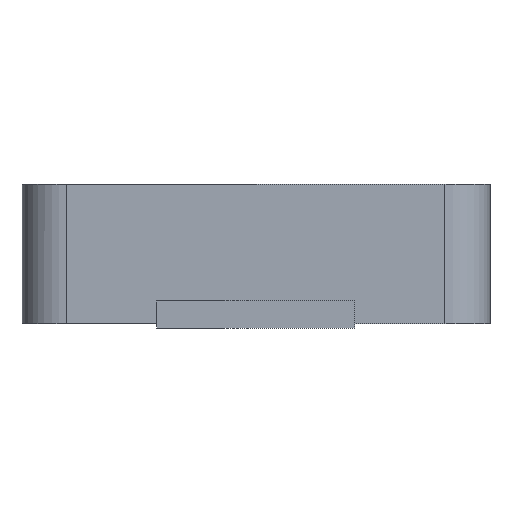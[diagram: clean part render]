
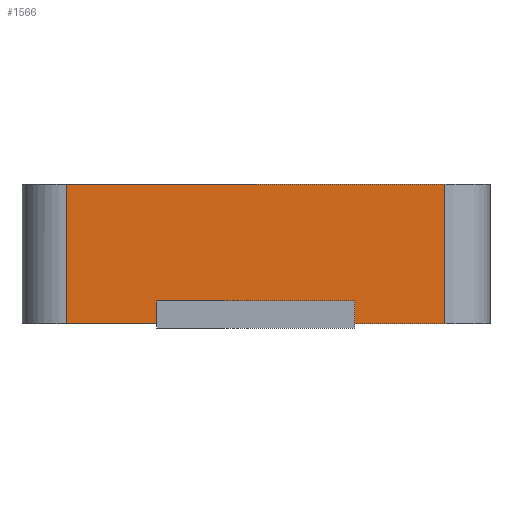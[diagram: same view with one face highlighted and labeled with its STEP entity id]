
A CAD part, left-side view. The second image highlights one B-rep face of the part: STEP entity #1566.
In plain terms, the highlighted planar face has unit normal (-1, 0, 0).
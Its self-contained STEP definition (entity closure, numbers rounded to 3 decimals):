
#67=PLANE('',#1637);
#146=FACE_OUTER_BOUND('',#229,.T.);
#229=EDGE_LOOP('',(#1360,#1361,#1362,#1363,#1364,#1365,#1366,#1367));
#321=LINE('',#2968,#460);
#322=LINE('',#2971,#461);
#328=LINE('',#2989,#467);
#350=LINE('',#3038,#489);
#355=LINE('',#3048,#494);
#362=LINE('',#3061,#501);
#368=LINE('',#3072,#507);
#369=LINE('',#3073,#508);
#460=VECTOR('',#1781,10.);
#461=VECTOR('',#1784,10.);
#467=VECTOR('',#1804,10.);
#489=VECTOR('',#1846,10.);
#494=VECTOR('',#1853,10.);
#501=VECTOR('',#1862,10.);
#507=VECTOR('',#1878,10.);
#508=VECTOR('',#1879,10.);
#688=VERTEX_POINT('',#2954);
#694=VERTEX_POINT('',#2966);
#695=VERTEX_POINT('',#2970);
#700=VERTEX_POINT('',#2987);
#715=VERTEX_POINT('',#3034);
#717=VERTEX_POINT('',#3037);
#721=VERTEX_POINT('',#3047);
#724=VERTEX_POINT('',#3054);
#893=EDGE_CURVE('',#694,#688,#321,.T.);
#894=EDGE_CURVE('',#688,#695,#322,.T.);
#903=EDGE_CURVE('',#700,#694,#328,.T.);
#926=EDGE_CURVE('',#717,#715,#350,.T.);
#931=EDGE_CURVE('',#721,#717,#355,.T.);
#938=EDGE_CURVE('',#724,#721,#362,.T.);
#944=EDGE_CURVE('',#700,#724,#368,.T.);
#945=EDGE_CURVE('',#715,#695,#369,.T.);
#1360=ORIENTED_EDGE('',*,*,#894,.F.);
#1361=ORIENTED_EDGE('',*,*,#893,.F.);
#1362=ORIENTED_EDGE('',*,*,#903,.F.);
#1363=ORIENTED_EDGE('',*,*,#944,.T.);
#1364=ORIENTED_EDGE('',*,*,#938,.T.);
#1365=ORIENTED_EDGE('',*,*,#931,.T.);
#1366=ORIENTED_EDGE('',*,*,#926,.T.);
#1367=ORIENTED_EDGE('',*,*,#945,.T.);
#1566=ADVANCED_FACE('',(#146),#67,.T.);
#1637=AXIS2_PLACEMENT_3D('',#3071,#1876,#1877);
#1781=DIRECTION('',(0.,-1.,0.));
#1784=DIRECTION('',(0.,0.,-1.));
#1804=DIRECTION('',(0.,0.,1.));
#1846=DIRECTION('',(0.,0.,-1.));
#1853=DIRECTION('',(0.,-1.,0.));
#1862=DIRECTION('',(0.,0.,1.));
#1876=DIRECTION('center_axis',(-1.,0.,0.));
#1877=DIRECTION('ref_axis',(0.,-1.,0.));
#1878=DIRECTION('',(0.,-1.,0.));
#1879=DIRECTION('',(0.,-1.,0.));
#2954=CARTESIAN_POINT('',(-2.6,-2.1,1.55));
#2966=CARTESIAN_POINT('',(-2.6,2.1,1.55));
#2968=CARTESIAN_POINT('',(-2.6,2.6,1.55));
#2970=CARTESIAN_POINT('',(-2.6,-2.1,0.));
#2971=CARTESIAN_POINT('',(-2.6,-2.1,0.));
#2987=CARTESIAN_POINT('',(-2.6,2.1,0.));
#2989=CARTESIAN_POINT('',(-2.6,2.1,0.));
#3034=CARTESIAN_POINT('',(-2.6,-1.1,0.));
#3037=CARTESIAN_POINT('',(-2.6,-1.1,0.25));
#3038=CARTESIAN_POINT('',(-2.6,-1.1,0.));
#3047=CARTESIAN_POINT('',(-2.6,1.1,0.25));
#3048=CARTESIAN_POINT('',(-2.6,1.3,0.25));
#3054=CARTESIAN_POINT('',(-2.6,1.1,0.));
#3061=CARTESIAN_POINT('',(-2.6,1.1,0.));
#3071=CARTESIAN_POINT('Origin',(-2.6,2.6,0.));
#3072=CARTESIAN_POINT('',(-2.6,2.6,0.));
#3073=CARTESIAN_POINT('',(-2.6,2.6,0.));
